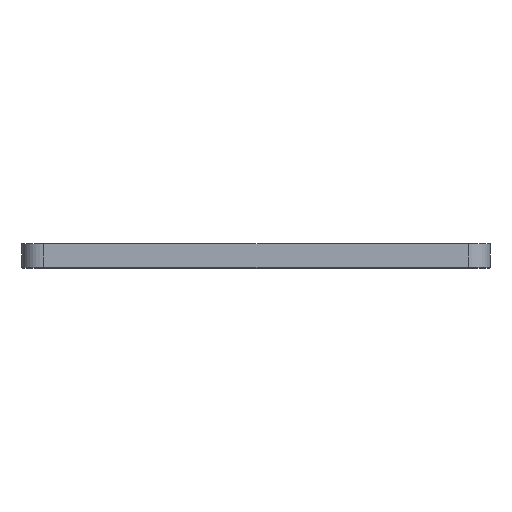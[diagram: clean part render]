
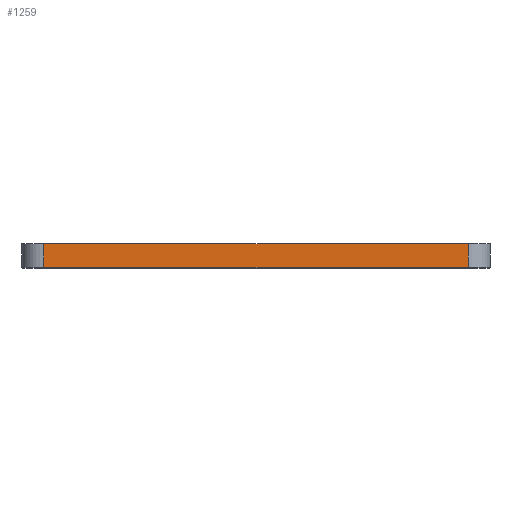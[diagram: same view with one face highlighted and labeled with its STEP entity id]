
A CAD part, top view. The second image highlights one B-rep face of the part: STEP entity #1259.
In plain terms, the highlighted planar face has unit normal (0, 0, 1).
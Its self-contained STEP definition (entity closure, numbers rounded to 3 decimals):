
#92=PLANE('',#1352);
#149=FACE_OUTER_BOUND('',#208,.T.);
#208=EDGE_LOOP('',(#1064,#1065,#1066,#1067));
#389=LINE('',#1987,#542);
#390=LINE('',#1990,#543);
#391=LINE('',#1992,#544);
#392=LINE('',#1993,#545);
#542=VECTOR('',#1639,10.);
#543=VECTOR('',#1642,10.);
#544=VECTOR('',#1643,10.);
#545=VECTOR('',#1644,10.);
#675=VERTEX_POINT('',#1983);
#676=VERTEX_POINT('',#1985);
#677=VERTEX_POINT('',#1989);
#678=VERTEX_POINT('',#1991);
#841=EDGE_CURVE('',#675,#676,#389,.T.);
#842=EDGE_CURVE('',#677,#675,#390,.T.);
#843=EDGE_CURVE('',#678,#676,#391,.T.);
#844=EDGE_CURVE('',#677,#678,#392,.T.);
#1064=ORIENTED_EDGE('',*,*,#842,.T.);
#1065=ORIENTED_EDGE('',*,*,#841,.T.);
#1066=ORIENTED_EDGE('',*,*,#843,.F.);
#1067=ORIENTED_EDGE('',*,*,#844,.F.);
#1259=ADVANCED_FACE('',(#149),#92,.T.);
#1352=AXIS2_PLACEMENT_3D('',#1988,#1640,#1641);
#1639=DIRECTION('',(0.,1.,0.));
#1640=DIRECTION('center_axis',(0.,0.,1.));
#1641=DIRECTION('ref_axis',(1.,0.,0.));
#1642=DIRECTION('',(1.,0.,0.));
#1643=DIRECTION('',(1.,0.,0.));
#1644=DIRECTION('',(0.,1.,0.));
#1983=CARTESIAN_POINT('',(28.936,0.,37.727));
#1985=CARTESIAN_POINT('',(28.936,3.,37.727));
#1987=CARTESIAN_POINT('',(28.936,0.,37.727));
#1988=CARTESIAN_POINT('Origin',(-25.411,0.,37.727));
#1989=CARTESIAN_POINT('',(-25.411,0.,37.727));
#1990=CARTESIAN_POINT('',(-25.411,0.,37.727));
#1991=CARTESIAN_POINT('',(-25.411,3.,37.727));
#1992=CARTESIAN_POINT('',(-25.411,3.,37.727));
#1993=CARTESIAN_POINT('',(-25.411,0.,37.727));
